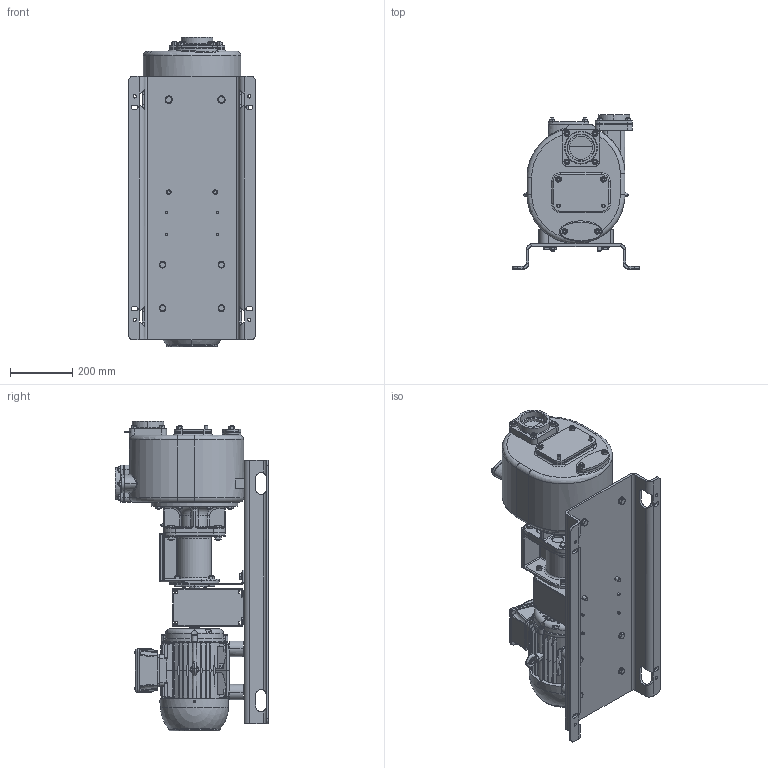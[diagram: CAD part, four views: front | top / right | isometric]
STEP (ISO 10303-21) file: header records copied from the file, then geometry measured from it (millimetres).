
FILE_DESCRIPTION((''),'2;1');
FILE_NAME('S_85_K_BLT_SW0001','2016-05-11T',('Nicola'),(''),'CREO PARAMETRIC BY PTC INC, 2015290','CREO PARAMETRIC BY PTC INC, 2015290','');
FILE_SCHEMA(('CONFIG_CONTROL_DESIGN'));
Products named in the file (1): S_85_K_BLT_SW0001
Bounding box: 410 x 496 x 997.6 mm (x, y, z)
Volume: 42646246.2 mm3; surface area: 3004796.2 mm2
Topology: 1 solids, 10 shells, 5180 faces, 12767 edges, 7986 vertices
Faces by surface type: plane 3160, cone 918, cylinder 792, torus 163, bspline 123, sphere 18, extrusion 6
Entity records: 199898 total; most frequent: CARTESIAN_POINT 79559, ORIENTED_EDGE 25516, DIRECTION 23508, EDGE_CURVE 12758, VERTEX_POINT 7986, AXIS2_PLACEMENT_3D 7973, VECTOR 7562, LINE 7556
